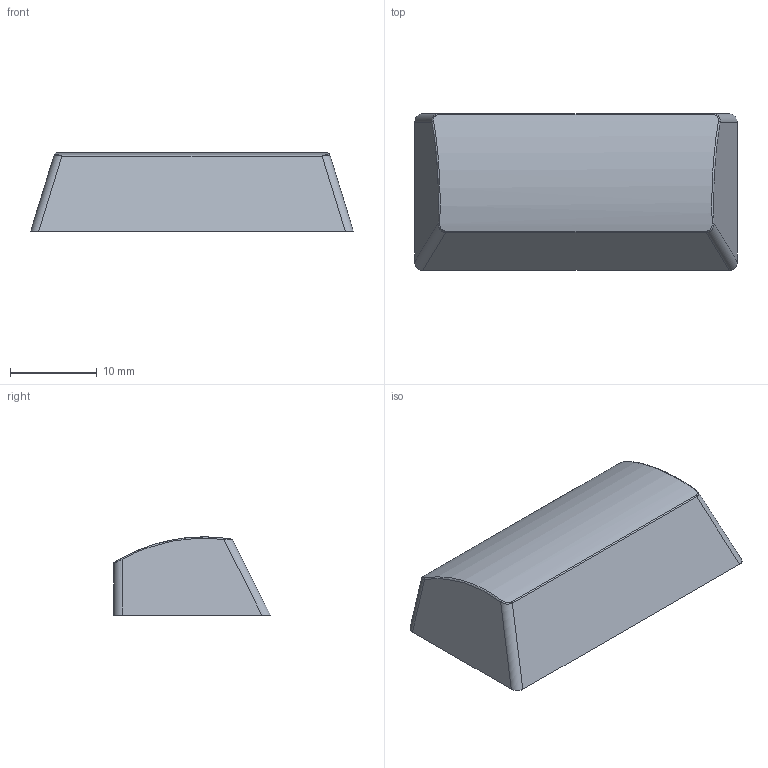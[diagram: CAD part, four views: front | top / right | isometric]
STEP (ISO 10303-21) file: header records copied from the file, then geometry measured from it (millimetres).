
FILE_DESCRIPTION(('FreeCAD Model'),'2;1');
FILE_NAME('Open CASCADE Shape Model','2023-07-20T22:51:05',( 'kicad StepUp'),('ksu MCAD'),'Open CASCADE STEP processor 7.6', 'FreeCAD','Unknown');
FILE_SCHEMA(('AUTOMOTIVE_DESIGN { 1 0 10303 214 1 1 1 1 }'));
Length unit declared in the file: millimetre
Products named in the file (1): convex_2u
Bounding box: 37.1 x 18.05 x 9 mm (x, y, z)
Volume: 1505.2 mm3; surface area: 3135.5 mm2
Topology: 1 solids, 1 shells, 72 faces, 181 edges, 118 vertices
Faces by surface type: plane 48, bspline 14, cylinder 10
Full cylindrical faces by diameter (mm): 5 x3
Entity records: 2801 total; most frequent: CARTESIAN_POINT 1162, ORIENTED_EDGE 362, DIRECTION 284, EDGE_CURVE 181, LINE 132, VECTOR 132, VERTEX_POINT 118, FACE_BOUND 79
